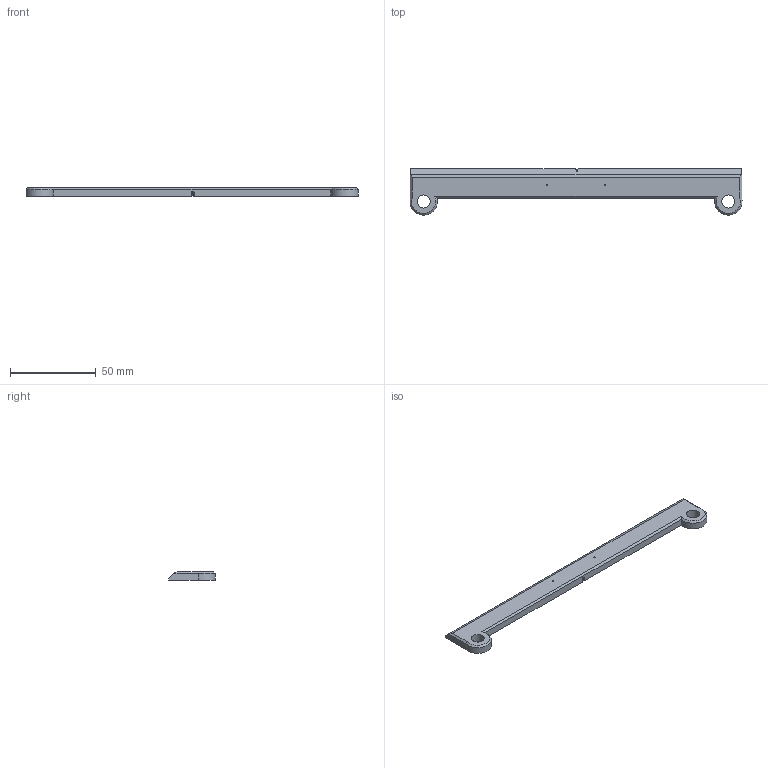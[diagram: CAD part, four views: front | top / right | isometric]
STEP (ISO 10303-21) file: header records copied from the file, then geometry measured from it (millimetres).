
FILE_DESCRIPTION(/* description */ (''),/* implementation_level */ '2;1');
FILE_NAME(/* name */ 'License plate frame 2.step',/* time_stamp */ '2024-06-25T20:20:41-07:00',/* author */ (''),/* organization */ (''),/* preprocessor_version */ 'ST-DEVELOPER v20',/* originating_system */ 'Autodesk Translation Framework v13.14.0.145',/* authorisation */ '');
FILE_SCHEMA (('AUTOMOTIVE_DESIGN { 1 0 10303 214 3 1 1 }'));
Length unit declared in the file: millimetre
Products named in the file (1): (Unsaved)
Bounding box: 193.75 x 27.02 x 5.08 mm (x, y, z)
Volume: 15826.2 mm3; surface area: 8915.9 mm2
Topology: 1 solids, 1 shells, 33 faces, 82 edges, 51 vertices
Faces by surface type: plane 16, cylinder 13, cone 2, torus 2
Full cylindrical faces by diameter (mm): 1 x2, 7.62 x2
Entity records: 1034 total; most frequent: CARTESIAN_POINT 189, DIRECTION 171, ORIENTED_EDGE 164, EDGE_CURVE 82, AXIS2_PLACEMENT_3D 61, VERTEX_POINT 51, LINE 49, VECTOR 49
